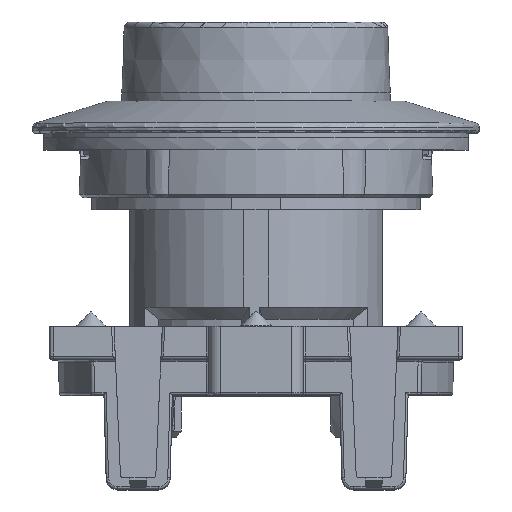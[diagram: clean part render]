
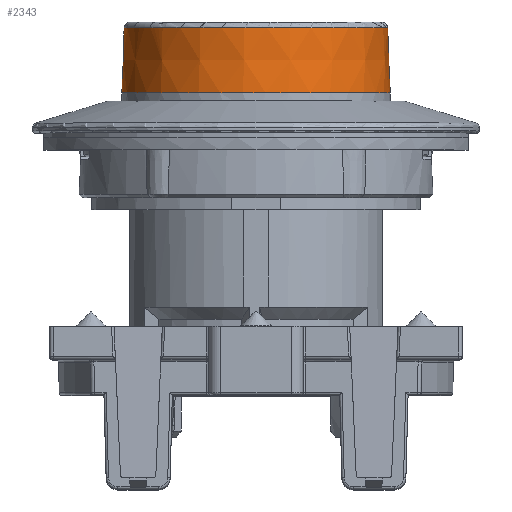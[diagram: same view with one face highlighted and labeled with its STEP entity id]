
A CAD part, top view. The second image highlights one B-rep face of the part: STEP entity #2343.
In plain terms, the highlighted conical face has half-angle 2 degrees and reference radius 11.295 mm.
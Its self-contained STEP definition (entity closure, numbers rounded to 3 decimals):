
#253=CONICAL_SURFACE('',#15018,11.295,2.);
#2343=ADVANCED_FACE('',(#2762,#2763),#253,.T.);
#2762=FACE_BOUND('',#3480,.T.);
#2763=FACE_BOUND('',#3481,.T.);
#3480=EDGE_LOOP('',(#9008));
#3481=EDGE_LOOP('',(#9009,#9010));
#9008=ORIENTED_EDGE('',*,*,#12857,.T.);
#9009=ORIENTED_EDGE('',*,*,#12858,.F.);
#9010=ORIENTED_EDGE('',*,*,#12859,.F.);
#10743=VERTEX_POINT('',#26831);
#10744=VERTEX_POINT('',#26834);
#10745=VERTEX_POINT('',#26835);
#12857=EDGE_CURVE('',#10743,#10743,#13629,.T.);
#12858=EDGE_CURVE('',#10744,#10745,#13630,.T.);
#12859=EDGE_CURVE('',#10745,#10744,#13631,.T.);
#13629=CIRCLE('',#15014,11.4);
#13630=CIRCLE('',#15016,11.207);
#13631=CIRCLE('',#15017,11.207);
#15014=AXIS2_PLACEMENT_3D('',#26830,#18545,#18546);
#15016=AXIS2_PLACEMENT_3D('',#26833,#18549,#18550);
#15017=AXIS2_PLACEMENT_3D('',#26836,#18551,#18552);
#15018=AXIS2_PLACEMENT_3D('',#26837,#18553,#18554);
#18545=DIRECTION('',(0.,1.,0.));
#18546=DIRECTION('',(0.707,0.,-0.707));
#18549=DIRECTION('',(0.,1.,0.));
#18550=DIRECTION('',(0.707,0.,-0.707));
#18551=DIRECTION('',(0.,1.,0.));
#18552=DIRECTION('',(0.707,0.,-0.707));
#18553=DIRECTION('',(0.,-1.,0.));
#18554=DIRECTION('',(-0.707,0.,0.707));
#26830=CARTESIAN_POINT('',(0.,25.7,0.));
#26831=CARTESIAN_POINT('',(-8.061,25.7,8.061));
#26833=CARTESIAN_POINT('',(0.,31.217,0.));
#26834=CARTESIAN_POINT('',(-8.951,31.217,6.745));
#26835=CARTESIAN_POINT('',(-10.316,31.217,4.379));
#26836=CARTESIAN_POINT('',(0.,31.217,0.));
#26837=CARTESIAN_POINT('',(0.,28.7,0.));
